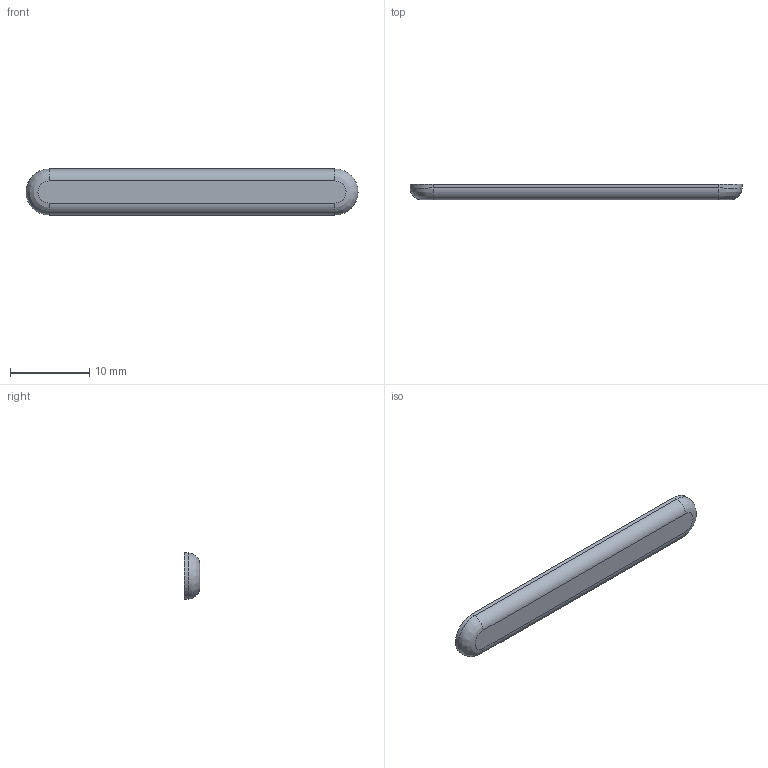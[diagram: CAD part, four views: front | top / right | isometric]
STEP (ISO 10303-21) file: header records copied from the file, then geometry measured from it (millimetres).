
FILE_DESCRIPTION(/* description */ (''),/* implementation_level */ '2;1');
FILE_NAME(/* name */ 'SKUF.step',/* time_stamp */ '2020-09-25T17:09:10+02:00',/* author */ (''),/* organization */ (''),/* preprocessor_version */ 'ST-DEVELOPER v18.1',/* originating_system */ 'Autodesk Translation Framework v9.3.0.1241',/* authorisation */ '');
FILE_SCHEMA (('AUTOMOTIVE_DESIGN { 1 0 10303 214 3 1 1 }'));
Length unit declared in the file: millimetre
Products named in the file (1): RW_PARAMETRIC_BUMPON
Bounding box: 41.8 x 2 x 5.8 mm (x, y, z)
Volume: 427.9 mm3; surface area: 591.8 mm2
Topology: 1 solids, 1 shells, 10 faces, 20 edges, 12 vertices
Faces by surface type: cylinder 4, plane 4, bspline 2
Entity records: 322 total; most frequent: CARTESIAN_POINT 71, DIRECTION 48, ORIENTED_EDGE 40, EDGE_CURVE 20, AXIS2_PLACEMENT_3D 19, VERTEX_POINT 12, FACE_OUTER_BOUND 10, EDGE_LOOP 10
